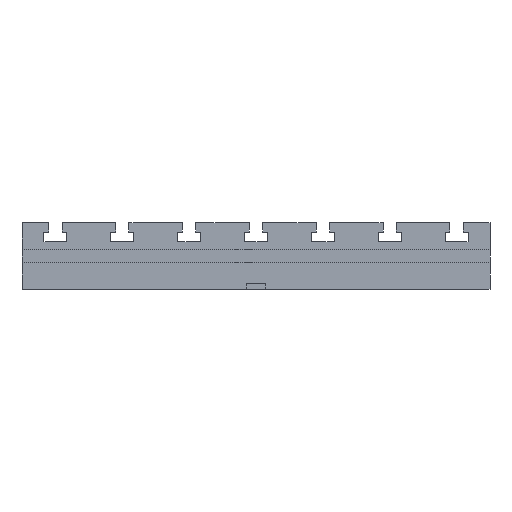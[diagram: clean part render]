
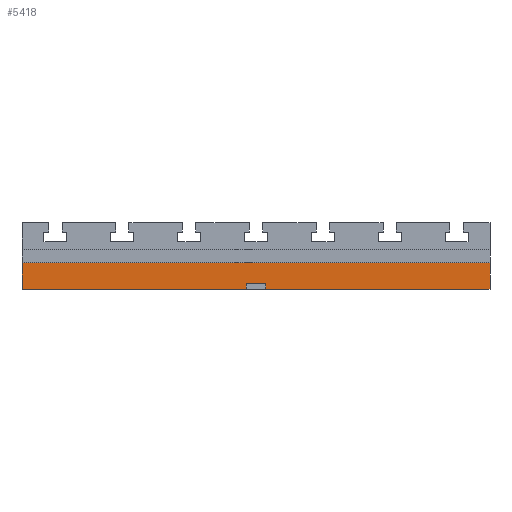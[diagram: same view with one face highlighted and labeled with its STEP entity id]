
A CAD part, front view. The second image highlights one B-rep face of the part: STEP entity #5418.
In plain terms, the highlighted planar face has unit normal (0, -1, 0).
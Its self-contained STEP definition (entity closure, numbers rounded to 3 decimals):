
#2972=VERTEX_POINT('',#7754);
#2982=EDGE_CURVE('',#3886,#2972,#7765,.T.);
#3264=VERTEX_POINT('',#8074);
#3286=EDGE_CURVE('',#4294,#3886,#8098,.T.);
#3582=VERTEX_POINT('',#8431);
#3886=VERTEX_POINT('',#8764);
#4154=EDGE_CURVE('',#7014,#2972,#9052,.T.);
#4294=VERTEX_POINT('',#9210);
#4764=EDGE_CURVE('',#3264,#5888,#9729,.T.);
#4800=EDGE_CURVE('',#6962,#3582,#9770,.T.);
#4822=EDGE_CURVE('',#7014,#3264,#9792,.T.);
#5256=EDGE_CURVE('',#5888,#3582,#10261,.T.);
#5418=ADVANCED_FACE('',(#10440),#10441,.T.);
#5888=VERTEX_POINT('',#10952);
#6782=EDGE_CURVE('',#6962,#4294,#11938,.T.);
#6962=VERTEX_POINT('',#12133);
#7014=VERTEX_POINT('',#12187);
#7754=CARTESIAN_POINT('',(-245.0,-150.0,0.));
#7765=LINE('',#13211,#13212);
#8074=CARTESIAN_POINT('',(-10.0,-150.0,6.));
#8098=LINE('',#13693,#13694);
#8431=CARTESIAN_POINT('',(10.0,-150.0,0.));
#8764=CARTESIAN_POINT('',(-245.0,-150.0,28.0));
#9052=LINE('',#15057,#15058);
#9210=CARTESIAN_POINT('',(245.0,-150.0,28.0));
#9729=LINE('',#15984,#15985);
#9770=LINE('',#16037,#16038);
#9792=LINE('',#16069,#16070);
#10261=LINE('',#16774,#16775);
#10440=FACE_OUTER_BOUND('',#17034,.T.);
#10441=PLANE('',#17035);
#10952=CARTESIAN_POINT('',(10.0,-150.0,6.));
#11938=LINE('',#19192,#19193);
#12133=CARTESIAN_POINT('',(245.0,-150.0,0.));
#12187=CARTESIAN_POINT('',(-10.0,-150.0,0.));
#13211=CARTESIAN_POINT('',(-245.0,-150.0,0.));
#13212=VECTOR('',#20520,1.0);
#13693=CARTESIAN_POINT('',(245.0,-150.0,28.0));
#13694=VECTOR('',#20900,1.0);
#15057=CARTESIAN_POINT('',(245.0,-150.0,0.));
#15058=VECTOR('',#21859,1.0);
#15984=CARTESIAN_POINT('',(122.5,-150.0,6.));
#15985=VECTOR('',#22576,1.0);
#16037=CARTESIAN_POINT('',(245.0,-150.0,0.));
#16038=VECTOR('',#22622,1.0);
#16069=CARTESIAN_POINT('',(-10.0,-150.0,14.));
#16070=VECTOR('',#22627,1.0);
#16774=CARTESIAN_POINT('',(10.0,-150.0,14.0));
#16775=VECTOR('',#23049,1.0);
#17034=EDGE_LOOP('',(#23240,#23241,#23242,#23243,#23244,#23245,#23246,#23247));
#17035=AXIS2_PLACEMENT_3D('',#23248,#23249,#23250);
#19192=CARTESIAN_POINT('',(245.0,-150.0,0.));
#19193=VECTOR('',#24668,1.0);
#20520=DIRECTION('',(0.0,0.0,-1.0));
#20900=DIRECTION('',(-1.0,0.0,0.0));
#21859=DIRECTION('',(-1.0,0.0,0.0));
#22576=DIRECTION('',(1.0,0.0,0.));
#22622=DIRECTION('',(-1.0,0.0,0.0));
#22627=DIRECTION('',(0.,0.0,1.0));
#23049=DIRECTION('',(0.,0.0,-1.0));
#23240=ORIENTED_EDGE('',*,*,#5256,.T.);
#23241=ORIENTED_EDGE('',*,*,#4800,.F.);
#23242=ORIENTED_EDGE('',*,*,#6782,.T.);
#23243=ORIENTED_EDGE('',*,*,#3286,.T.);
#23244=ORIENTED_EDGE('',*,*,#2982,.T.);
#23245=ORIENTED_EDGE('',*,*,#4154,.F.);
#23246=ORIENTED_EDGE('',*,*,#4822,.T.);
#23247=ORIENTED_EDGE('',*,*,#4764,.T.);
#23248=CARTESIAN_POINT('',(245.0,-150.0,28.0));
#23249=DIRECTION('',(0.0,-1.0,0.0));
#23250=DIRECTION('',(1.0,0.0,0.0));
#24668=DIRECTION('',(0.0,0.0,1.0));
